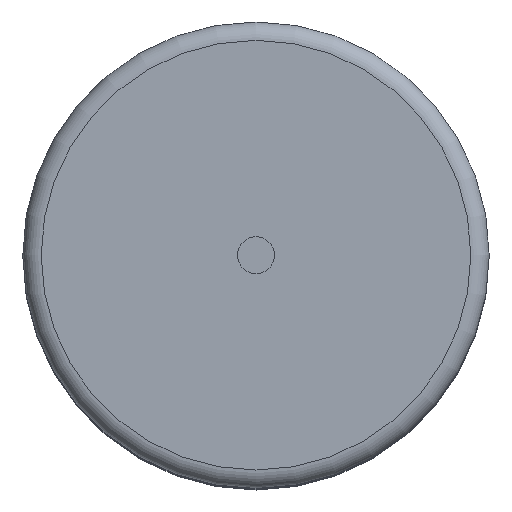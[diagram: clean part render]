
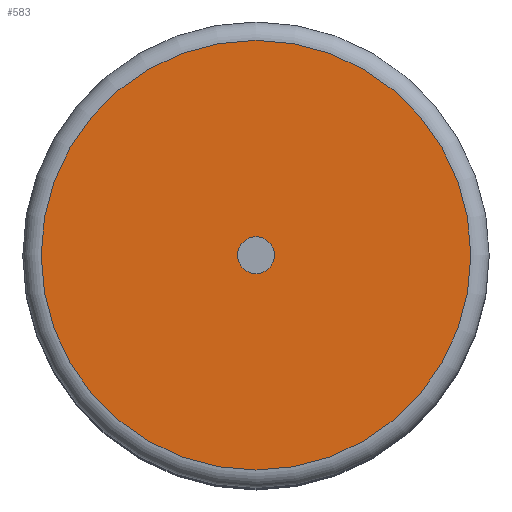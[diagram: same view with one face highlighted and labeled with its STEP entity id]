
A CAD part, top view. The second image highlights one B-rep face of the part: STEP entity #583.
In plain terms, the highlighted planar face has unit normal (0, 0, 1).
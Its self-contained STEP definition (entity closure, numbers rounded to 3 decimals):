
#63=FACE_BOUND('',#188,.T.);
#87=PLANE('',#681);
#126=FACE_OUTER_BOUND('',#187,.T.);
#187=EDGE_LOOP('',(#481));
#188=EDGE_LOOP('',(#482));
#253=CIRCLE('',#679,3.);
#255=CIRCLE('',#682,35.);
#306=VERTEX_POINT('',#1053);
#308=VERTEX_POINT('',#1059);
#367=EDGE_CURVE('',#306,#306,#253,.T.);
#370=EDGE_CURVE('',#308,#308,#255,.T.);
#481=ORIENTED_EDGE('',*,*,#370,.T.);
#482=ORIENTED_EDGE('',*,*,#367,.F.);
#583=ADVANCED_FACE('',(#126,#63),#87,.F.);
#679=AXIS2_PLACEMENT_3D('',#1054,#856,#857);
#681=AXIS2_PLACEMENT_3D('',#1058,#861,#862);
#682=AXIS2_PLACEMENT_3D('',#1060,#863,#864);
#856=DIRECTION('center_axis',(0.,0.,1.));
#857=DIRECTION('ref_axis',(1.,0.,0.));
#861=DIRECTION('center_axis',(0.,0.,-1.));
#862=DIRECTION('ref_axis',(-1.,0.,0.));
#863=DIRECTION('center_axis',(0.,0.,1.));
#864=DIRECTION('ref_axis',(1.,0.,0.));
#1053=CARTESIAN_POINT('',(-3.,0.,151.));
#1054=CARTESIAN_POINT('Origin',(0.,0.,151.));
#1058=CARTESIAN_POINT('Origin',(35.,0.,151.));
#1059=CARTESIAN_POINT('',(-35.,0.,151.));
#1060=CARTESIAN_POINT('Origin',(0.,0.,151.));
